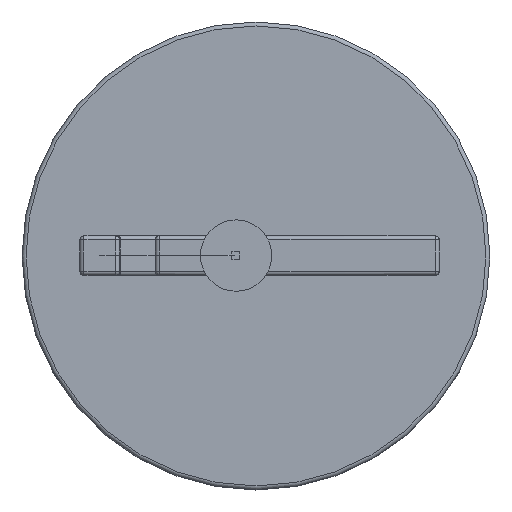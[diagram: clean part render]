
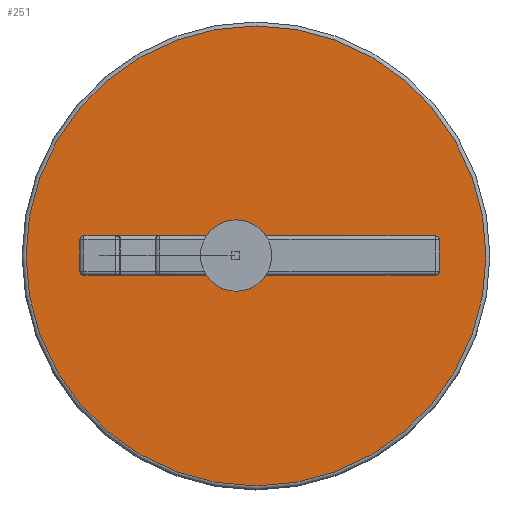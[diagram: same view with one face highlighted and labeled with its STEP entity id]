
A CAD part, top view. The second image highlights one B-rep face of the part: STEP entity #251.
In plain terms, the highlighted planar face has unit normal (0, 0, 1).
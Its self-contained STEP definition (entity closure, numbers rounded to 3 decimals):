
#251=ADVANCED_FACE('',(#2163),#2165,.T.);
#2163=FACE_BOUND('',#2164,.T.);
#2164=EDGE_LOOP('',(#3943));
#2165=PLANE('',#2166);
#2166=AXIS2_PLACEMENT_3D('',#2167,#2168,#2169);
#2167=CARTESIAN_POINT('',(0.,0.,1.3));
#2168=DIRECTION('',(0.,0.,1.));
#2169=DIRECTION('',(1.,0.,0.));
#3943=ORIENTED_EDGE('',*,*,#4555,.T.);
#4555=EDGE_CURVE('',#4928,#4928,#4929,.T.);
#4928=VERTEX_POINT('',#5585);
#4929=CIRCLE('',#5586,2.9);
#5585=CARTESIAN_POINT('',(4.17,0.,1.3));
#5586=AXIS2_PLACEMENT_3D('',#5587,#5588,#5589);
#5587=CARTESIAN_POINT('',(1.27,0.,1.3));
#5588=DIRECTION('',(0.,0.,1.));
#5589=DIRECTION('',(1.,0.,0.));
